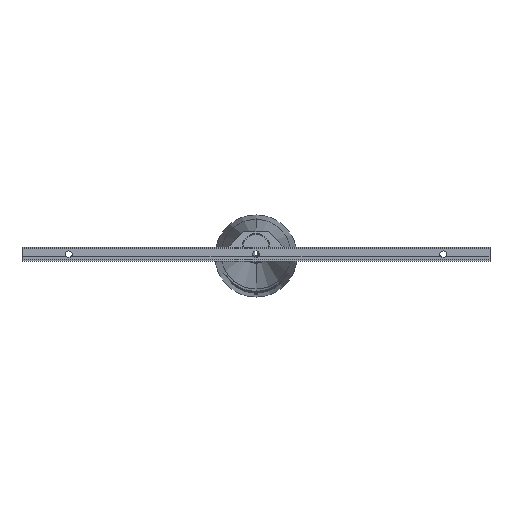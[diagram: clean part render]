
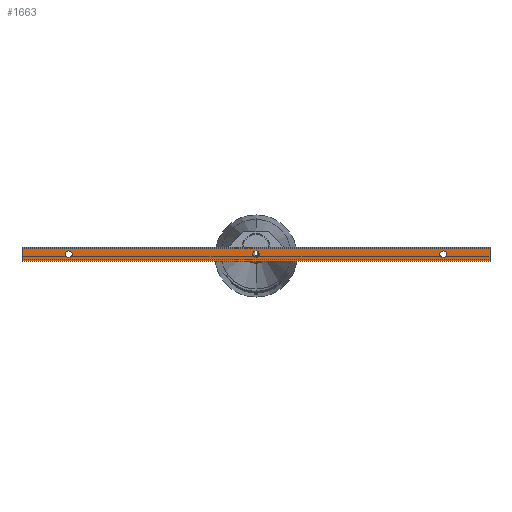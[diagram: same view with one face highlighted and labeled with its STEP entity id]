
A CAD part, top view. The second image highlights one B-rep face of the part: STEP entity #1663.
In plain terms, the highlighted face is planar.
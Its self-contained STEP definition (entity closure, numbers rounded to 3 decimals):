
#24 = AXIS2_PLACEMENT_3D ( 'NONE', #9269, #3563, #4441 ) ;
#204 = CARTESIAN_POINT ( 'NONE',  ( 45., 80., 750. ) ) ;
#573 = VERTEX_POINT ( 'NONE', #5082 ) ;
#599 = VERTEX_POINT ( 'NONE', #7819 ) ;
#625 = EDGE_CURVE ( 'NONE', #7102, #8131, #1923, .T. ) ;
#632 = FACE_OUTER_BOUND ( 'NONE', #5809, .T. ) ;
#706 = DIRECTION ( 'NONE',  ( -1., 0., 0. ) ) ;
#723 = CARTESIAN_POINT ( 'NONE',  ( 45., 80., -750. ) ) ;
#1061 = EDGE_CURVE ( 'NONE', #1577, #573, #4736, .T. ) ;
#1065 = VERTEX_POINT ( 'NONE', #10328 ) ;
#1098 = EDGE_LOOP ( 'NONE', ( #2875, #3635 ) ) ;
#1112 = ORIENTED_EDGE ( 'NONE', *, *, #3155, .F. ) ;
#1200 = AXIS2_PLACEMENT_3D ( 'NONE', #8076, #9683, #1206 ) ;
#1206 = DIRECTION ( 'NONE',  ( 1., 0., 0. ) ) ;
#1503 = ORIENTED_EDGE ( 'NONE', *, *, #6217, .F. ) ;
#1570 = EDGE_CURVE ( 'NONE', #9302, #1577, #7167, .T. ) ;
#1577 = VERTEX_POINT ( 'NONE', #8036 ) ;
#1663 = ADVANCED_FACE ( 'NONE', ( #8987, #6544, #632, #3268 ), #3983, .F. ) ;
#1765 = VECTOR ( 'NONE', #2075, 1000. ) ;
#1870 = DIRECTION ( 'NONE',  ( 0., 1., 0. ) ) ;
#1923 = CIRCLE ( 'NONE', #8596, 11. ) ;
#1969 = CARTESIAN_POINT ( 'NONE',  ( 0., 80., 750. ) ) ;
#1971 = ORIENTED_EDGE ( 'NONE', *, *, #10391, .T. ) ;
#2075 = DIRECTION ( 'NONE',  ( 0., 0., -1. ) ) ;
#2194 = EDGE_CURVE ( 'NONE', #1065, #599, #7769, .T. ) ;
#2651 = DIRECTION ( 'NONE',  ( -1., 0., 0. ) ) ;
#2848 = AXIS2_PLACEMENT_3D ( 'NONE', #5678, #9837, #6653 ) ;
#2875 = ORIENTED_EDGE ( 'NONE', *, *, #2194, .T. ) ;
#3009 = VECTOR ( 'NONE', #9946, 1000. ) ;
#3155 = EDGE_CURVE ( 'NONE', #3923, #4880, #5398, .T. ) ;
#3268 = FACE_BOUND ( 'NONE', #1098, .T. ) ;
#3346 = ORIENTED_EDGE ( 'NONE', *, *, #9213, .T. ) ;
#3371 = EDGE_LOOP ( 'NONE', ( #9210, #10293 ) ) ;
#3477 = CIRCLE ( 'NONE', #4710, 11. ) ;
#3563 = DIRECTION ( 'NONE',  ( 0., 1., 0. ) ) ;
#3592 = LINE ( 'NONE', #204, #5839 ) ;
#3635 = ORIENTED_EDGE ( 'NONE', *, *, #5100, .T. ) ;
#3826 = EDGE_LOOP ( 'NONE', ( #1503, #1112 ) ) ;
#3923 = VERTEX_POINT ( 'NONE', #5644 ) ;
#3983 = PLANE ( 'NONE',  #8804 ) ;
#4074 = CARTESIAN_POINT ( 'NONE',  ( 45., 80., -750. ) ) ;
#4159 = ORIENTED_EDGE ( 'NONE', *, *, #1061, .F. ) ;
#4291 = CARTESIAN_POINT ( 'NONE',  ( 11.5, 80., 0. ) ) ;
#4441 = DIRECTION ( 'NONE',  ( -1., 0., 0. ) ) ;
#4480 = DIRECTION ( 'NONE',  ( -1., 0., 0. ) ) ;
#4486 = EDGE_CURVE ( 'NONE', #8131, #7102, #3477, .T. ) ;
#4710 = AXIS2_PLACEMENT_3D ( 'NONE', #6557, #5722, #706 ) ;
#4736 = LINE ( 'NONE', #1969, #1765 ) ;
#4880 = VERTEX_POINT ( 'NONE', #8585 ) ;
#5082 = CARTESIAN_POINT ( 'NONE',  ( 0., 80., -750. ) ) ;
#5100 = EDGE_CURVE ( 'NONE', #599, #1065, #10676, .T. ) ;
#5309 = DIRECTION ( 'NONE',  ( 0., 0., -1. ) ) ;
#5398 = CIRCLE ( 'NONE', #7844, 11. ) ;
#5644 = CARTESIAN_POINT ( 'NONE',  ( 33.5, 80., -600. ) ) ;
#5678 = CARTESIAN_POINT ( 'NONE',  ( 22.5, 80., 600. ) ) ;
#5722 = DIRECTION ( 'NONE',  ( 0., 1., 0. ) ) ;
#5796 = CARTESIAN_POINT ( 'NONE',  ( 45., 80., 750. ) ) ;
#5809 = EDGE_LOOP ( 'NONE', ( #1971, #4159, #9117, #3346 ) ) ;
#5839 = VECTOR ( 'NONE', #5309, 1000. ) ;
#6217 = EDGE_CURVE ( 'NONE', #4880, #3923, #7720, .T. ) ;
#6544 = FACE_BOUND ( 'NONE', #3826, .T. ) ;
#6552 = VECTOR ( 'NONE', #4480, 1000. ) ;
#6557 = CARTESIAN_POINT ( 'NONE',  ( 22.5, 80., 0. ) ) ;
#6629 = DIRECTION ( 'NONE',  ( 1., 0., 0. ) ) ;
#6653 = DIRECTION ( 'NONE',  ( 1., 0., 0. ) ) ;
#7102 = VERTEX_POINT ( 'NONE', #9403 ) ;
#7167 = LINE ( 'NONE', #7986, #6552 ) ;
#7606 = CARTESIAN_POINT ( 'NONE',  ( 22.5, 80., 0. ) ) ;
#7720 = CIRCLE ( 'NONE', #24, 11. ) ;
#7769 = CIRCLE ( 'NONE', #2848, 11. ) ;
#7819 = CARTESIAN_POINT ( 'NONE',  ( 33.5, 80., 600. ) ) ;
#7844 = AXIS2_PLACEMENT_3D ( 'NONE', #8198, #9749, #8914 ) ;
#7913 = VERTEX_POINT ( 'NONE', #723 ) ;
#7986 = CARTESIAN_POINT ( 'NONE',  ( 45., 80., 750. ) ) ;
#8036 = CARTESIAN_POINT ( 'NONE',  ( 0., 80., 750. ) ) ;
#8076 = CARTESIAN_POINT ( 'NONE',  ( 22.5, 80., 600. ) ) ;
#8131 = VERTEX_POINT ( 'NONE', #4291 ) ;
#8198 = CARTESIAN_POINT ( 'NONE',  ( 22.5, 80., -600. ) ) ;
#8348 = CARTESIAN_POINT ( 'NONE',  ( 45., 80., 750. ) ) ;
#8585 = CARTESIAN_POINT ( 'NONE',  ( 11.5, 80., -600. ) ) ;
#8596 = AXIS2_PLACEMENT_3D ( 'NONE', #7606, #1870, #2651 ) ;
#8804 = AXIS2_PLACEMENT_3D ( 'NONE', #5796, #9141, #6629 ) ;
#8914 = DIRECTION ( 'NONE',  ( -1., 0., 0. ) ) ;
#8987 = FACE_BOUND ( 'NONE', #3371, .T. ) ;
#9117 = ORIENTED_EDGE ( 'NONE', *, *, #1570, .F. ) ;
#9141 = DIRECTION ( 'NONE',  ( 0., -1., 0. ) ) ;
#9210 = ORIENTED_EDGE ( 'NONE', *, *, #4486, .F. ) ;
#9213 = EDGE_CURVE ( 'NONE', #9302, #7913, #3592, .T. ) ;
#9269 = CARTESIAN_POINT ( 'NONE',  ( 22.5, 80., -600. ) ) ;
#9302 = VERTEX_POINT ( 'NONE', #8348 ) ;
#9403 = CARTESIAN_POINT ( 'NONE',  ( 33.5, 80., 0. ) ) ;
#9683 = DIRECTION ( 'NONE',  ( 0., -1., 0. ) ) ;
#9749 = DIRECTION ( 'NONE',  ( 0., 1., 0. ) ) ;
#9837 = DIRECTION ( 'NONE',  ( 0., -1., 0. ) ) ;
#9946 = DIRECTION ( 'NONE',  ( -1., 0., 0. ) ) ;
#10293 = ORIENTED_EDGE ( 'NONE', *, *, #625, .F. ) ;
#10328 = CARTESIAN_POINT ( 'NONE',  ( 11.5, 80., 600. ) ) ;
#10391 = EDGE_CURVE ( 'NONE', #7913, #573, #10816, .T. ) ;
#10676 = CIRCLE ( 'NONE', #1200, 11. ) ;
#10816 = LINE ( 'NONE', #4074, #3009 ) ;
